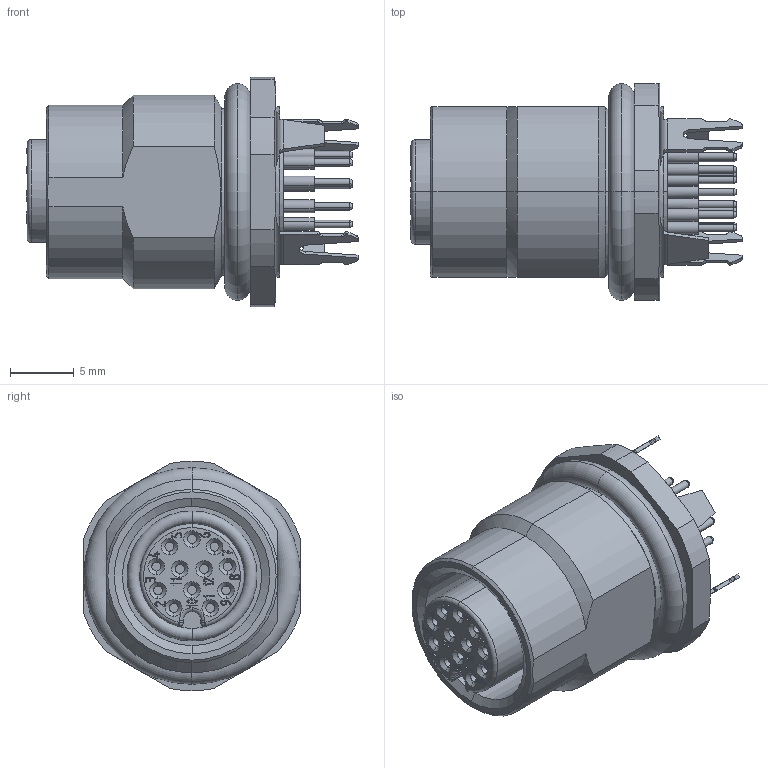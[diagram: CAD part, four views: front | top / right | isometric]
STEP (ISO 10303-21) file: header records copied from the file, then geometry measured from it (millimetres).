
FILE_DESCRIPTION(('STEP AP242'),'1');
FILE_NAME('86_0532_1120_00012.stp','2021-12-10T08:33:20',('TraceParts'),('TraceParts S.A.'),'Spatial InterOp 3D',' ',' ');
FILE_SCHEMA(('AP242_MANAGED_MODEL_BASED_3D_ENGINEERING_MIM_LF {1 0 10303 442 1 1 4}'));
Length unit declared in the file: millimetre
Products named in the file (1): 86_0532_1120_00012_1
Bounding box: 26.05 x 17 x 18 mm (x, y, z)
Volume: 2716.4 mm3; surface area: 3103.3 mm2
Topology: 3 solids, 3 shells, 493 faces, 1170 edges, 750 vertices
Faces by surface type: cylinder 168, plane 164, extrusion 75, cone 66, torus 16, sphere 4
Entity records: 15780 total; most frequent: CARTESIAN_POINT 4279, DIRECTION 2349, ORIENTED_EDGE 2332, EDGE_CURVE 1166, AXIS2_PLACEMENT_3D 865, VERTEX_POINT 750, VECTOR 619, EDGE_LOOP 570
